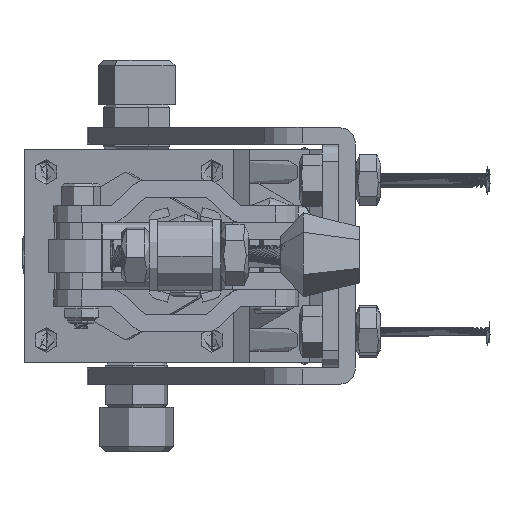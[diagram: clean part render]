
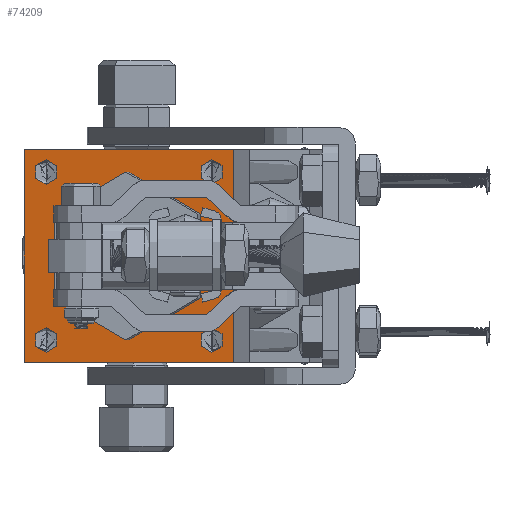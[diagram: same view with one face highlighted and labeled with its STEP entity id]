
A CAD part, left-side view. The second image highlights one B-rep face of the part: STEP entity #74209.
In plain terms, the highlighted face is planar.
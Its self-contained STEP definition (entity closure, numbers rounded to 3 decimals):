
#126 = CARTESIAN_POINT ( 'NONE',  ( 15., -15., 97. ) ) ;
#1252 = LINE ( 'NONE', #15881, #63339 ) ;
#2175 = CIRCLE ( 'NONE', #32327, 2.2 ) ;
#2477 = ORIENTED_EDGE ( 'NONE', *, *, #71062, .F. ) ;
#2595 = AXIS2_PLACEMENT_3D ( 'NONE', #8822, #52204, #15036 ) ;
#3224 = CIRCLE ( 'NONE', #68532, 15. ) ;
#4297 = EDGE_LOOP ( 'NONE', ( #52058, #8945 ) ) ;
#4414 = CARTESIAN_POINT ( 'NONE',  ( 17.2, 15., 97. ) ) ;
#4596 = DIRECTION ( 'NONE',  ( 1., 0., 0. ) ) ;
#4727 = FACE_BOUND ( 'NONE', #74408, .T. ) ;
#5918 = CARTESIAN_POINT ( 'NONE',  ( 15., 0., 97. ) ) ;
#6080 = CARTESIAN_POINT ( 'NONE',  ( -15., -15., 97. ) ) ;
#6329 = DIRECTION ( 'NONE',  ( 1., 0., 0. ) ) ;
#6721 = CARTESIAN_POINT ( 'NONE',  ( -17.2, -15., 97. ) ) ;
#7869 = CARTESIAN_POINT ( 'NONE',  ( -19., -19., 97. ) ) ;
#8467 = DIRECTION ( 'NONE',  ( -1., 0., 0. ) ) ;
#8822 = CARTESIAN_POINT ( 'NONE',  ( 0., 0., 97. ) ) ;
#8945 = ORIENTED_EDGE ( 'NONE', *, *, #63654, .T. ) ;
#9654 = CARTESIAN_POINT ( 'NONE',  ( 0., 0., 97. ) ) ;
#9709 = VERTEX_POINT ( 'NONE', #32059 ) ;
#10226 = EDGE_CURVE ( 'NONE', #73921, #75436, #14191, .T. ) ;
#10806 = DIRECTION ( 'NONE',  ( 0., 0., -1. ) ) ;
#10813 = VERTEX_POINT ( 'NONE', #21879 ) ;
#11652 = EDGE_CURVE ( 'NONE', #9709, #45163, #64590, .T. ) ;
#12278 = DIRECTION ( 'NONE',  ( 1., 0., 0. ) ) ;
#12568 = CARTESIAN_POINT ( 'NONE',  ( 15., 15., 97. ) ) ;
#13069 = VERTEX_POINT ( 'NONE', #4414 ) ;
#14191 = LINE ( 'NONE', #7869, #63716 ) ;
#14912 = EDGE_CURVE ( 'NONE', #48929, #73921, #1252, .T. ) ;
#15036 = DIRECTION ( 'NONE',  ( 1., 0., 0. ) ) ;
#15144 = CARTESIAN_POINT ( 'NONE',  ( 12.8, 15., 97. ) ) ;
#15698 = CARTESIAN_POINT ( 'NONE',  ( -15., 15., 97. ) ) ;
#15872 = DIRECTION ( 'NONE',  ( 1., 0., 0. ) ) ;
#15881 = CARTESIAN_POINT ( 'NONE',  ( -19., 19., 97. ) ) ;
#17371 = CARTESIAN_POINT ( 'NONE',  ( 19., 19., 97. ) ) ;
#18392 = ORIENTED_EDGE ( 'NONE', *, *, #61176, .T. ) ;
#18783 = DIRECTION ( 'NONE',  ( 1., 0., 0. ) ) ;
#21156 = ORIENTED_EDGE ( 'NONE', *, *, #10226, .T. ) ;
#21160 = FACE_BOUND ( 'NONE', #4297, .T. ) ;
#21879 = CARTESIAN_POINT ( 'NONE',  ( -12.8, -15., 97. ) ) ;
#21928 = DIRECTION ( 'NONE',  ( 1., 0., 0. ) ) ;
#22044 = VERTEX_POINT ( 'NONE', #15144 ) ;
#22160 = EDGE_CURVE ( 'NONE', #45163, #9709, #55872, .T. ) ;
#22895 = EDGE_CURVE ( 'NONE', #27428, #48243, #3224, .T. ) ;
#24365 = AXIS2_PLACEMENT_3D ( 'NONE', #15698, #59121, #21928 ) ;
#24609 = VECTOR ( 'NONE', #8467, 1000. ) ;
#24628 = VERTEX_POINT ( 'NONE', #68839 ) ;
#24926 = EDGE_CURVE ( 'NONE', #10813, #46349, #26370, .T. ) ;
#26319 = ORIENTED_EDGE ( 'NONE', *, *, #41160, .T. ) ;
#26370 = CIRCLE ( 'NONE', #73333, 2.2 ) ;
#27428 = VERTEX_POINT ( 'NONE', #42585 ) ;
#30549 = PLANE ( 'NONE',  #67692 ) ;
#32032 = DIRECTION ( 'NONE',  ( 0., 0., -1. ) ) ;
#32059 = CARTESIAN_POINT ( 'NONE',  ( -12.8, 15., 97. ) ) ;
#32327 = AXIS2_PLACEMENT_3D ( 'NONE', #6080, #49451, #12278 ) ;
#32852 = CARTESIAN_POINT ( 'NONE',  ( -15., 15., 97. ) ) ;
#33699 = EDGE_CURVE ( 'NONE', #75436, #51301, #59826, .T. ) ;
#33786 = AXIS2_PLACEMENT_3D ( 'NONE', #12568, #55962, #18783 ) ;
#36847 = DIRECTION ( 'NONE',  ( 0., 0., 1. ) ) ;
#38029 = EDGE_LOOP ( 'NONE', ( #75759, #2477 ) ) ;
#38284 = AXIS2_PLACEMENT_3D ( 'NONE', #78892, #41759, #4596 ) ;
#39104 = DIRECTION ( 'NONE',  ( 1., 0., 0. ) ) ;
#40651 = EDGE_LOOP ( 'NONE', ( #63554, #21156, #58653, #51545 ) ) ;
#41160 = EDGE_CURVE ( 'NONE', #13069, #22044, #64626, .T. ) ;
#41759 = DIRECTION ( 'NONE',  ( 0., 0., -1. ) ) ;
#42585 = CARTESIAN_POINT ( 'NONE',  ( -15., 0., 97. ) ) ;
#43482 = DIRECTION ( 'NONE',  ( 0., 0., -1. ) ) ;
#44403 = EDGE_LOOP ( 'NONE', ( #60421, #48024 ) ) ;
#45163 = VERTEX_POINT ( 'NONE', #50818 ) ;
#45299 = VERTEX_POINT ( 'NONE', #65218 ) ;
#45635 = CARTESIAN_POINT ( 'NONE',  ( -19., 19., 97. ) ) ;
#46349 = VERTEX_POINT ( 'NONE', #6721 ) ;
#47926 = EDGE_LOOP ( 'NONE', ( #26319, #18392 ) ) ;
#47958 = CARTESIAN_POINT ( 'NONE',  ( -15., -15., 97. ) ) ;
#48024 = ORIENTED_EDGE ( 'NONE', *, *, #58177, .T. ) ;
#48243 = VERTEX_POINT ( 'NONE', #5918 ) ;
#48929 = VERTEX_POINT ( 'NONE', #70145 ) ;
#49424 = CIRCLE ( 'NONE', #2595, 15. ) ;
#49451 = DIRECTION ( 'NONE',  ( 0., 0., -1. ) ) ;
#50818 = CARTESIAN_POINT ( 'NONE',  ( -17.2, 15., 97. ) ) ;
#51256 = DIRECTION ( 'NONE',  ( 1., 0., 0. ) ) ;
#51262 = CARTESIAN_POINT ( 'NONE',  ( -19., -19., 97. ) ) ;
#51301 = VERTEX_POINT ( 'NONE', #72178 ) ;
#51545 = ORIENTED_EDGE ( 'NONE', *, *, #61468, .T. ) ;
#51986 = CIRCLE ( 'NONE', #38284, 2.2 ) ;
#52058 = ORIENTED_EDGE ( 'NONE', *, *, #24926, .T. ) ;
#52204 = DIRECTION ( 'NONE',  ( 0., 0., 1. ) ) ;
#52226 = FACE_BOUND ( 'NONE', #38029, .T. ) ;
#53035 = DIRECTION ( 'NONE',  ( 0., 0., 1. ) ) ;
#53596 = AXIS2_PLACEMENT_3D ( 'NONE', #32852, #76265, #39104 ) ;
#54201 = DIRECTION ( 'NONE',  ( 1., 0., 0. ) ) ;
#54222 = FACE_BOUND ( 'NONE', #47926, .T. ) ;
#55872 = CIRCLE ( 'NONE', #24365, 2.2 ) ;
#55962 = DIRECTION ( 'NONE',  ( 0., 0., -1. ) ) ;
#56111 = FACE_BOUND ( 'NONE', #44403, .T. ) ;
#57258 = EDGE_CURVE ( 'NONE', #24628, #45299, #51986, .T. ) ;
#58177 = EDGE_CURVE ( 'NONE', #45299, #24628, #66523, .T. ) ;
#58653 = ORIENTED_EDGE ( 'NONE', *, *, #33699, .T. ) ;
#59121 = DIRECTION ( 'NONE',  ( 0., 0., -1. ) ) ;
#59826 = LINE ( 'NONE', #17371, #70428 ) ;
#60421 = ORIENTED_EDGE ( 'NONE', *, *, #57258, .T. ) ;
#60797 = DIRECTION ( 'NONE',  ( 0., 1., 0. ) ) ;
#61176 = EDGE_CURVE ( 'NONE', #22044, #13069, #67384, .T. ) ;
#61468 = EDGE_CURVE ( 'NONE', #51301, #48929, #74153, .T. ) ;
#62394 = ORIENTED_EDGE ( 'NONE', *, *, #22160, .T. ) ;
#63339 = VECTOR ( 'NONE', #71792, 1000. ) ;
#63554 = ORIENTED_EDGE ( 'NONE', *, *, #14912, .T. ) ;
#63654 = EDGE_CURVE ( 'NONE', #46349, #10813, #2175, .T. ) ;
#63716 = VECTOR ( 'NONE', #51256, 1000. ) ;
#64372 = AXIS2_PLACEMENT_3D ( 'NONE', #126, #43482, #6329 ) ;
#64590 = CIRCLE ( 'NONE', #53596, 2.2 ) ;
#64626 = CIRCLE ( 'NONE', #78657, 2.2 ) ;
#65218 = CARTESIAN_POINT ( 'NONE',  ( 12.8, -15., 97. ) ) ;
#66523 = CIRCLE ( 'NONE', #64372, 2.2 ) ;
#67384 = CIRCLE ( 'NONE', #33786, 2.2 ) ;
#67692 = AXIS2_PLACEMENT_3D ( 'NONE', #74020, #36847, #80226 ) ;
#68532 = AXIS2_PLACEMENT_3D ( 'NONE', #9654, #53035, #15872 ) ;
#68701 = FACE_OUTER_BOUND ( 'NONE', #40651, .T. ) ;
#68839 = CARTESIAN_POINT ( 'NONE',  ( 17.2, -15., 97. ) ) ;
#69204 = CARTESIAN_POINT ( 'NONE',  ( 15., 15., 97. ) ) ;
#70145 = CARTESIAN_POINT ( 'NONE',  ( -19., 19., 97. ) ) ;
#70428 = VECTOR ( 'NONE', #60797, 1000. ) ;
#71062 = EDGE_CURVE ( 'NONE', #48243, #27428, #49424, .T. ) ;
#71792 = DIRECTION ( 'NONE',  ( 0., -1., 0. ) ) ;
#72178 = CARTESIAN_POINT ( 'NONE',  ( 19., 19., 97. ) ) ;
#73333 = AXIS2_PLACEMENT_3D ( 'NONE', #47958, #10806, #54201 ) ;
#73391 = ORIENTED_EDGE ( 'NONE', *, *, #11652, .T. ) ;
#73921 = VERTEX_POINT ( 'NONE', #51262 ) ;
#74020 = CARTESIAN_POINT ( 'NONE',  ( -19., -19., 97. ) ) ;
#74153 = LINE ( 'NONE', #45635, #24609 ) ;
#74209 = ADVANCED_FACE ( 'NONE', ( #4727, #54222, #56111, #21160, #68701, #52226 ), #30549, .T. ) ;
#74408 = EDGE_LOOP ( 'NONE', ( #73391, #62394 ) ) ;
#75436 = VERTEX_POINT ( 'NONE', #75917 ) ;
#75457 = DIRECTION ( 'NONE',  ( 1., 0., 0. ) ) ;
#75759 = ORIENTED_EDGE ( 'NONE', *, *, #22895, .F. ) ;
#75917 = CARTESIAN_POINT ( 'NONE',  ( 19., -19., 97. ) ) ;
#76265 = DIRECTION ( 'NONE',  ( 0., 0., -1. ) ) ;
#78657 = AXIS2_PLACEMENT_3D ( 'NONE', #69204, #32032, #75457 ) ;
#78892 = CARTESIAN_POINT ( 'NONE',  ( 15., -15., 97. ) ) ;
#80226 = DIRECTION ( 'NONE',  ( 1., 0., 0. ) ) ;
